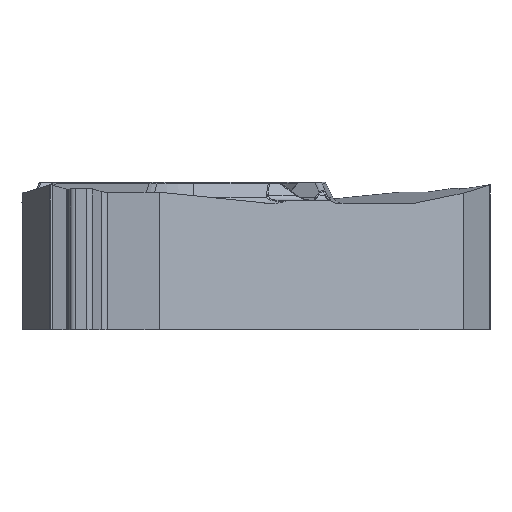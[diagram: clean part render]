
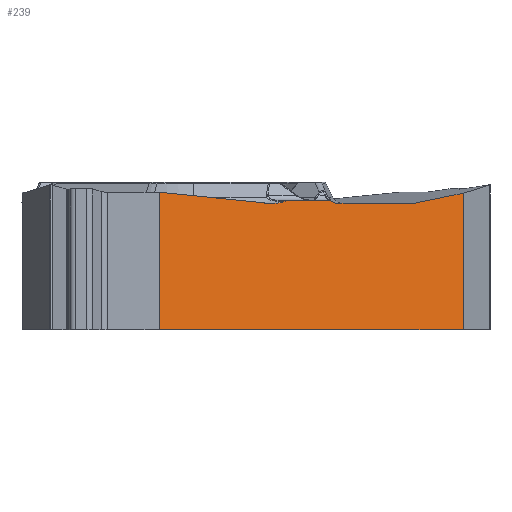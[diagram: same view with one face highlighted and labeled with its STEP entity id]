
A CAD part, front view. The second image highlights one B-rep face of the part: STEP entity #239.
In plain terms, the highlighted planar face has unit normal (0.5, -0.866, 0).
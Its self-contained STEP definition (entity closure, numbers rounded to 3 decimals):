
#239=ADVANCED_FACE('',(#523),#470,.F.);
#470=PLANE('',#3857);
#523=FACE_OUTER_BOUND('',#748,.T.);
#748=EDGE_LOOP('',(#1226,#1227,#1228,#1229,#1230,#1231,#1232,#1233,#1234,
#1235,#1236,#1237,#1238,#1239));
#991=ELLIPSE('',#3853,0.377,0.32);
#992=ELLIPSE('',#3854,0.177,0.15);
#993=ELLIPSE('',#3855,0.3,0.15);
#994=ELLIPSE('',#3856,0.64,0.32);
#1060=CIRCLE('',#3852,0.32);
#1226=ORIENTED_EDGE('',*,*,#2690,.T.);
#1227=ORIENTED_EDGE('',*,*,#2691,.T.);
#1228=ORIENTED_EDGE('',*,*,#2692,.T.);
#1229=ORIENTED_EDGE('',*,*,#2693,.F.);
#1230=ORIENTED_EDGE('',*,*,#2694,.T.);
#1231=ORIENTED_EDGE('',*,*,#2695,.T.);
#1232=ORIENTED_EDGE('',*,*,#2696,.T.);
#1233=ORIENTED_EDGE('',*,*,#2697,.F.);
#1234=ORIENTED_EDGE('',*,*,#2698,.F.);
#1235=ORIENTED_EDGE('',*,*,#2699,.F.);
#1236=ORIENTED_EDGE('',*,*,#2700,.F.);
#1237=ORIENTED_EDGE('',*,*,#2701,.T.);
#1238=ORIENTED_EDGE('',*,*,#2702,.T.);
#1239=ORIENTED_EDGE('',*,*,#2703,.F.);
#2352=VERTEX_POINT('',#5356);
#2353=VERTEX_POINT('',#5357);
#2354=VERTEX_POINT('',#5359);
#2355=VERTEX_POINT('',#5361);
#2356=VERTEX_POINT('',#5363);
#2357=VERTEX_POINT('',#5365);
#2358=VERTEX_POINT('',#5367);
#2359=VERTEX_POINT('',#5369);
#2360=VERTEX_POINT('',#5371);
#2361=VERTEX_POINT('',#5373);
#2362=VERTEX_POINT('',#5375);
#2363=VERTEX_POINT('',#5383);
#2364=VERTEX_POINT('',#5385);
#2365=VERTEX_POINT('',#5387);
#2690=EDGE_CURVE('',#2352,#2353,#3241,.T.);
#2691=EDGE_CURVE('',#2353,#2354,#3242,.T.);
#2692=EDGE_CURVE('',#2354,#2355,#3243,.T.);
#2693=EDGE_CURVE('',#2356,#2355,#3244,.T.);
#2694=EDGE_CURVE('',#2356,#2357,#1060,.T.);
#2695=EDGE_CURVE('',#2357,#2358,#3245,.T.);
#2696=EDGE_CURVE('',#2358,#2359,#991,.T.);
#2697=EDGE_CURVE('',#2360,#2359,#992,.T.);
#2698=EDGE_CURVE('',#2361,#2360,#3246,.T.);
#2699=EDGE_CURVE('',#2362,#2361,#993,.T.);
#2700=EDGE_CURVE('',#2363,#2362,#3691,.T.);
#2701=EDGE_CURVE('',#2363,#2364,#3247,.T.);
#2702=EDGE_CURVE('',#2364,#2365,#994,.T.);
#2703=EDGE_CURVE('',#2352,#2365,#3248,.T.);
#3241=LINE('',#5355,#3466);
#3242=LINE('',#5358,#3467);
#3243=LINE('',#5360,#3468);
#3244=LINE('',#5362,#3469);
#3245=LINE('',#5366,#3470);
#3246=LINE('',#5372,#3471);
#3247=LINE('',#5384,#3472);
#3248=LINE('',#5388,#3473);
#3466=VECTOR('',#4245,1.);
#3467=VECTOR('',#4246,1.);
#3468=VECTOR('',#4247,1.);
#3469=VECTOR('',#4248,1.);
#3470=VECTOR('',#4251,1.);
#3471=VECTOR('',#4256,1.);
#3472=VECTOR('',#4259,1.);
#3473=VECTOR('',#4262,1.);
#3691=B_SPLINE_CURVE_WITH_KNOTS('',3,(#5376,#5377,#5378,#5379,#5380,#5381,
#5382),.UNSPECIFIED.,.F.,.F.,(4,3,4),(0.,0.497,1.),
 .UNSPECIFIED.);
#3852=AXIS2_PLACEMENT_3D('',#5364,#4249,#4250);
#3853=AXIS2_PLACEMENT_3D('',#5368,#4252,#4253);
#3854=AXIS2_PLACEMENT_3D('',#5370,#4254,#4255);
#3855=AXIS2_PLACEMENT_3D('',#5374,#4257,#4258);
#3856=AXIS2_PLACEMENT_3D('',#5386,#4260,#4261);
#3857=AXIS2_PLACEMENT_3D('',#5389,#4263,#4264);
#4245=DIRECTION('',(0.,0.,-1.));
#4246=DIRECTION('',(0.866,0.5,0.));
#4247=DIRECTION('',(0.,0.,1.));
#4248=DIRECTION('',(0.853,0.492,0.174));
#4249=DIRECTION('',(-0.5,0.866,0.));
#4250=DIRECTION('',(-0.866,-0.5,0.));
#4251=DIRECTION('',(-0.866,-0.5,0.));
#4252=DIRECTION('',(-0.5,0.866,0.));
#4253=DIRECTION('',(-0.866,-0.5,0.));
#4254=DIRECTION('',(-0.5,0.866,0.));
#4255=DIRECTION('',(-0.866,-0.5,0.));
#4256=DIRECTION('',(0.866,0.5,0.));
#4257=DIRECTION('',(-0.5,0.866,0.));
#4258=DIRECTION('',(0.866,0.5,0.));
#4259=DIRECTION('',(-0.866,-0.5,0.));
#4260=DIRECTION('',(-0.5,0.866,0.));
#4261=DIRECTION('',(-0.866,-0.5,0.));
#4262=DIRECTION('',(0.863,0.498,-0.088));
#4263=DIRECTION('',(-0.5,0.866,0.));
#4264=DIRECTION('',(-0.866,-0.5,0.));
#5355=CARTESIAN_POINT('',(-0.954,-6.05,0.));
#5356=CARTESIAN_POINT('',(-0.954,-6.05,-0.15));
#5357=CARTESIAN_POINT('',(-0.954,-6.05,-3.97));
#5358=CARTESIAN_POINT('',(8.733,-0.457,-3.97));
#5359=CARTESIAN_POINT('',(7.478,-1.182,-3.97));
#5360=CARTESIAN_POINT('',(7.478,-1.182,0.));
#5361=CARTESIAN_POINT('',(7.478,-1.182,-0.179));
#5362=CARTESIAN_POINT('',(-3.599,-7.577,-2.434));
#5363=CARTESIAN_POINT('',(6.121,-1.965,-0.455));
#5364=CARTESIAN_POINT('',(6.073,-1.993,-0.14));
#5365=CARTESIAN_POINT('',(6.073,-1.993,-0.46));
#5366=CARTESIAN_POINT('',(-3.971,-7.792,-0.46));
#5367=CARTESIAN_POINT('',(4.005,-3.187,-0.46));
#5368=CARTESIAN_POINT('',(4.005,-3.187,-0.14));
#5369=CARTESIAN_POINT('',(3.813,-3.298,-0.399));
#5370=CARTESIAN_POINT('',(3.723,-3.35,-0.52));
#5371=CARTESIAN_POINT('',(3.723,-3.35,-0.37));
#5372=CARTESIAN_POINT('',(-3.971,-7.792,-0.37));
#5373=CARTESIAN_POINT('',(2.693,-3.945,-0.37));
#5374=CARTESIAN_POINT('',(2.693,-3.945,-0.52));
#5375=CARTESIAN_POINT('',(2.538,-4.034,-0.4));
#5376=CARTESIAN_POINT('',(2.222,-4.216,-0.46));
#5377=CARTESIAN_POINT('',(2.275,-4.186,-0.46));
#5378=CARTESIAN_POINT('',(2.329,-4.155,-0.455));
#5379=CARTESIAN_POINT('',(2.381,-4.124,-0.446));
#5380=CARTESIAN_POINT('',(2.435,-4.094,-0.436));
#5381=CARTESIAN_POINT('',(2.487,-4.063,-0.421));
#5382=CARTESIAN_POINT('',(2.538,-4.034,-0.4));
#5383=CARTESIAN_POINT('',(2.222,-4.216,-0.46));
#5384=CARTESIAN_POINT('',(8.733,-0.457,-0.46));
#5385=CARTESIAN_POINT('',(2.141,-4.263,-0.46));
#5386=CARTESIAN_POINT('',(2.141,-4.263,-0.14));
#5387=CARTESIAN_POINT('',(2.045,-4.319,-0.455));
#5388=CARTESIAN_POINT('',(8.647,-0.507,-1.127));
#5389=CARTESIAN_POINT('',(8.733,-0.457,0.));
